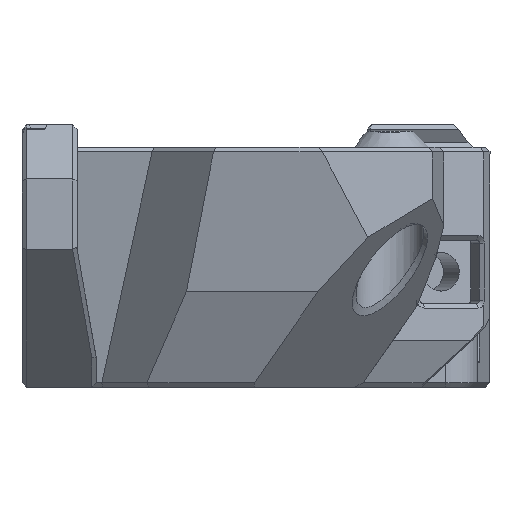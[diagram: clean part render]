
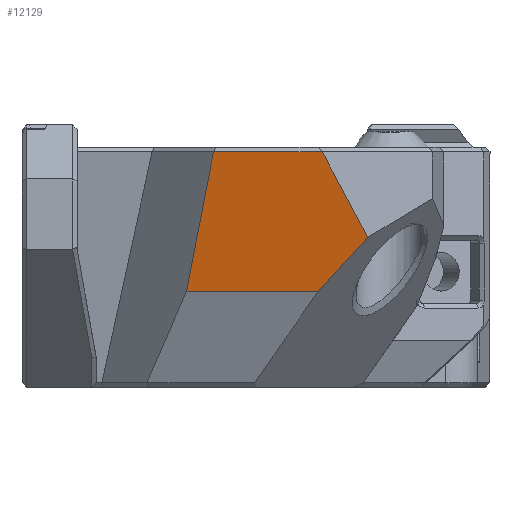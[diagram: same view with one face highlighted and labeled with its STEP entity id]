
A CAD part, left-side view. The second image highlights one B-rep face of the part: STEP entity #12129.
In plain terms, the highlighted planar face has unit normal (-0.982, 0, -0.19).
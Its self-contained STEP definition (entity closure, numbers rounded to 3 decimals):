
#545=PLANE('',#13094);
#2611=ORIENTED_EDGE('',*,*,#5515,.F.);
#2612=ORIENTED_EDGE('',*,*,#5516,.T.);
#2613=ORIENTED_EDGE('',*,*,#5517,.F.);
#2614=ORIENTED_EDGE('',*,*,#5518,.T.);
#2615=ORIENTED_EDGE('',*,*,#5519,.T.);
#2616=ORIENTED_EDGE('',*,*,#5520,.F.);
#2617=ORIENTED_EDGE('',*,*,#5521,.F.);
#5515=EDGE_CURVE('',#7036,#7037,#8170,.T.);
#5516=EDGE_CURVE('',#7036,#7038,#8171,.T.);
#5517=EDGE_CURVE('',#7039,#7038,#8172,.T.);
#5518=EDGE_CURVE('',#7039,#7040,#8173,.T.);
#5519=EDGE_CURVE('',#7040,#7041,#8174,.T.);
#5520=EDGE_CURVE('',#7042,#7041,#8175,.T.);
#5521=EDGE_CURVE('',#7037,#7042,#8176,.T.);
#7036=VERTEX_POINT('',#18904);
#7037=VERTEX_POINT('',#18905);
#7038=VERTEX_POINT('',#18907);
#7039=VERTEX_POINT('',#18909);
#7040=VERTEX_POINT('',#18911);
#7041=VERTEX_POINT('',#18913);
#7042=VERTEX_POINT('',#18915);
#8170=LINE('',#18903,#9447);
#8171=LINE('',#18906,#9448);
#8172=LINE('',#18908,#9449);
#8173=LINE('',#18910,#9450);
#8174=LINE('',#18912,#9451);
#8175=LINE('',#18914,#9452);
#8176=LINE('',#18916,#9453);
#9447=VECTOR('',#15229,1000.);
#9448=VECTOR('',#15230,1000.);
#9449=VECTOR('',#15231,1000.);
#9450=VECTOR('',#15232,1000.);
#9451=VECTOR('',#15233,1000.);
#9452=VECTOR('',#15234,1000.);
#9453=VECTOR('',#15235,1000.);
#10465=EDGE_LOOP('',(#2611,#2612,#2613,#2614,#2615,#2616,#2617));
#11258=FACE_BOUND('',#10465,.T.);
#12129=ADVANCED_FACE('',(#11258),#545,.T.);
#13094=AXIS2_PLACEMENT_3D('',#18902,#15227,#15228);
#15227=DIRECTION('',(-0.982,0.,-0.19));
#15228=DIRECTION('',(0.19,0.,-0.982));
#15229=DIRECTION('',(-0.102,-0.845,0.525));
#15230=DIRECTION('',(0.187,0.187,-0.964));
#15231=DIRECTION('',(0.,1.,0.));
#15232=DIRECTION('',(-0.141,-0.67,0.729));
#15233=DIRECTION('',(-0.169,0.463,0.87));
#15234=DIRECTION('',(0.054,-0.959,-0.278));
#15235=DIRECTION('',(0.,-1.,0.));
#18902=CARTESIAN_POINT('',(-12.,12.5,21.3));
#18903=CARTESIAN_POINT('',(-10.969,8.366,15.976));
#18904=CARTESIAN_POINT('',(-11.923,0.448,20.9));
#18905=CARTESIAN_POINT('',(-11.924,0.436,20.907));
#18906=CARTESIAN_POINT('',(-10.701,1.67,14.591));
#18907=CARTESIAN_POINT('',(-9.529,2.842,8.541));
#18908=CARTESIAN_POINT('',(-9.529,7.5,8.541));
#18909=CARTESIAN_POINT('',(-9.529,-8.773,8.541));
#18910=CARTESIAN_POINT('',(-8.966,-6.108,5.639));
#18911=CARTESIAN_POINT('',(-10.46,-13.194,13.351));
#18912=CARTESIAN_POINT('',(-12.423,-7.8,23.485));
#18913=CARTESIAN_POINT('',(-11.923,-9.176,20.9));
#18914=CARTESIAN_POINT('',(-12.476,0.704,23.759));
#18915=CARTESIAN_POINT('',(-11.924,-9.151,20.907));
#18916=CARTESIAN_POINT('',(-11.924,10.282,20.907));
